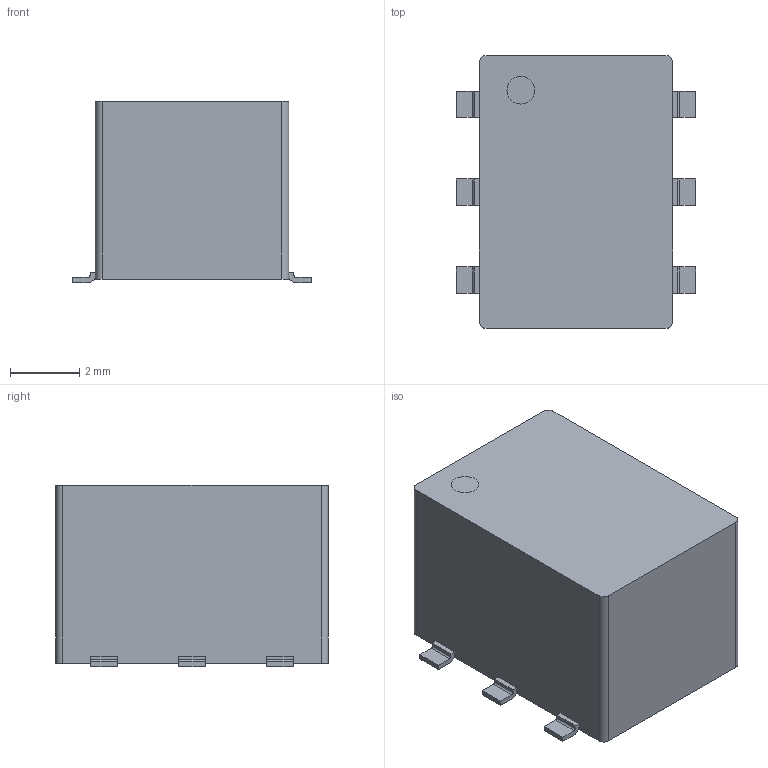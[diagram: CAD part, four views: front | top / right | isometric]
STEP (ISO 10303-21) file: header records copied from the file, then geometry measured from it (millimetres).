
FILE_DESCRIPTION(/* description */ (''),/* implementation_level */ '2;1');
FILE_NAME(/* name */ 'MINI-CIRCUITS_CD637.stp',/* time_stamp */ '2017-03-02T15:32:39+01:00',/* author */ ('riccim'),/* organization */ (''),/* preprocessor_version */ 'ST-DEVELOPER v15.5',/* originating_system */ 'AutoCAD Mechanical',/* authorisation */ '');
FILE_SCHEMA (('AUTOMOTIVE_DESIGN { 1 0 10303 214 3 1 1 }'));
Length unit declared in the file: millimetre
Products named in the file (1): Product
Bounding box: 6.91 x 7.87 x 5.23 mm (x, y, z)
Volume: 226 mm3; surface area: 235.9 mm2
Topology: 8 solids, 8 shells, 75 faces, 174 edges, 116 vertices
Faces by surface type: plane 57, cylinder 18
Full cylindrical faces by diameter (mm): 0.8 x2
Entity records: 2153 total; most frequent: CARTESIAN_POINT 364, DIRECTION 360, ORIENTED_EDGE 344, EDGE_CURVE 172, LINE 136, VECTOR 136, VERTEX_POINT 116, AXIS2_PLACEMENT_3D 112
